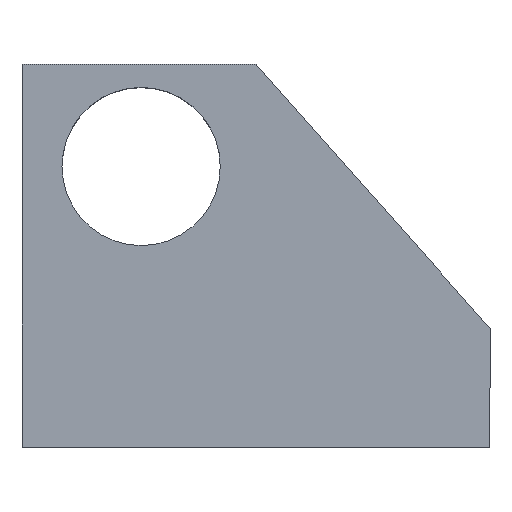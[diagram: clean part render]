
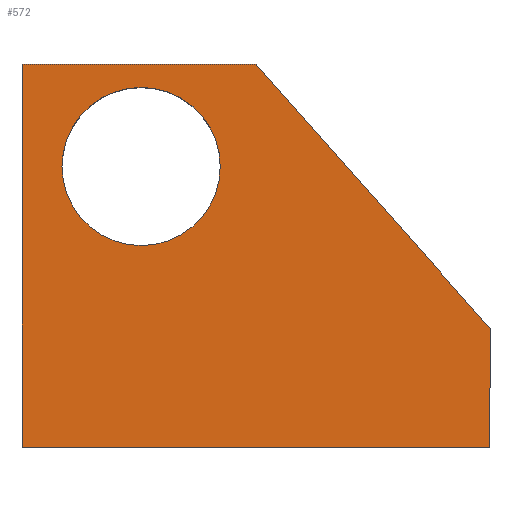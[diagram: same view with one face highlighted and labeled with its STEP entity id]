
A CAD part, top view. The second image highlights one B-rep face of the part: STEP entity #572.
In plain terms, the highlighted planar face has unit normal (0, 0, 1).
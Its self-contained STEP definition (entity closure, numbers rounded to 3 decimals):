
#15 = AXIS2_PLACEMENT_3D ( 'NONE', #31, #113, #809 ) ;
#23 = VERTEX_POINT ( 'NONE', #753 ) ;
#31 = CARTESIAN_POINT ( 'NONE',  ( -15., 16.5, 5.5 ) ) ;
#32 = DIRECTION ( 'NONE',  ( 0., -1., 0. ) ) ;
#33 = VERTEX_POINT ( 'NONE', #41 ) ;
#41 = CARTESIAN_POINT ( 'NONE',  ( 5.5, 7., 5.5 ) ) ;
#53 = DIRECTION ( 'NONE',  ( 0.664, -0.748, 0. ) ) ;
#54 = CARTESIAN_POINT ( 'NONE',  ( 0., 22.5, 5.5 ) ) ;
#61 = EDGE_LOOP ( 'NONE', ( #503, #821, #524, #849, #346 ) ) ;
#63 = DIRECTION ( 'NONE',  ( -1., 0., 0. ) ) ;
#110 = EDGE_LOOP ( 'NONE', ( #558, #739 ) ) ;
#113 = DIRECTION ( 'NONE',  ( 0., 0., 1. ) ) ;
#144 = AXIS2_PLACEMENT_3D ( 'NONE', #895, #476, #679 ) ;
#154 = LINE ( 'NONE', #54, #600 ) ;
#226 = CARTESIAN_POINT ( 'NONE',  ( -15., 16.5, 5.5 ) ) ;
#246 = CARTESIAN_POINT ( 'NONE',  ( -22., 0., 5.5 ) ) ;
#269 = VERTEX_POINT ( 'NONE', #713 ) ;
#278 = CIRCLE ( 'NONE', #581, 4.65 ) ;
#287 = LINE ( 'NONE', #734, #307 ) ;
#307 = VECTOR ( 'NONE', #32, 1000. ) ;
#317 = FACE_OUTER_BOUND ( 'NONE', #61, .T. ) ;
#346 = ORIENTED_EDGE ( 'NONE', *, *, #777, .F. ) ;
#362 = LINE ( 'NONE', #627, #697 ) ;
#369 = DIRECTION ( 'NONE',  ( 0., 0., 1. ) ) ;
#375 = VECTOR ( 'NONE', #474, 1000. ) ;
#400 = PLANE ( 'NONE',  #144 ) ;
#418 = EDGE_CURVE ( 'NONE', #673, #567, #278, .T. ) ;
#474 = DIRECTION ( 'NONE',  ( 0., -1., 0. ) ) ;
#476 = DIRECTION ( 'NONE',  ( 0., 0., 1. ) ) ;
#480 = DIRECTION ( 'NONE',  ( -1., 0., 0. ) ) ;
#483 = CARTESIAN_POINT ( 'NONE',  ( -19.65, 16.5, 5.5 ) ) ;
#503 = ORIENTED_EDGE ( 'NONE', *, *, #667, .F. ) ;
#524 = ORIENTED_EDGE ( 'NONE', *, *, #583, .T. ) ;
#546 = VERTEX_POINT ( 'NONE', #246 ) ;
#558 = ORIENTED_EDGE ( 'NONE', *, *, #808, .F. ) ;
#567 = VERTEX_POINT ( 'NONE', #897 ) ;
#572 = ADVANCED_FACE ( 'NONE', ( #850, #317 ), #400, .T. ) ;
#581 = AXIS2_PLACEMENT_3D ( 'NONE', #226, #369, #732 ) ;
#583 = EDGE_CURVE ( 'NONE', #269, #546, #624, .T. ) ;
#600 = VECTOR ( 'NONE', #63, 1000. ) ;
#624 = LINE ( 'NONE', #811, #375 ) ;
#627 = CARTESIAN_POINT ( 'NONE',  ( 0., 0., 5.5 ) ) ;
#648 = VERTEX_POINT ( 'NONE', #761 ) ;
#651 = EDGE_CURVE ( 'NONE', #648, #546, #362, .T. ) ;
#667 = EDGE_CURVE ( 'NONE', #23, #33, #861, .T. ) ;
#673 = VERTEX_POINT ( 'NONE', #483 ) ;
#679 = DIRECTION ( 'NONE',  ( 1., 0., 0. ) ) ;
#697 = VECTOR ( 'NONE', #480, 1000. ) ;
#698 = CARTESIAN_POINT ( 'NONE',  ( -8.25, 22.5, 5.5 ) ) ;
#713 = CARTESIAN_POINT ( 'NONE',  ( -22., 22.5, 5.5 ) ) ;
#730 = EDGE_CURVE ( 'NONE', #23, #269, #154, .T. ) ;
#732 = DIRECTION ( 'NONE',  ( 1., 0., 0. ) ) ;
#734 = CARTESIAN_POINT ( 'NONE',  ( 5.5, 22.5, 5.5 ) ) ;
#739 = ORIENTED_EDGE ( 'NONE', *, *, #418, .F. ) ;
#753 = CARTESIAN_POINT ( 'NONE',  ( -8.25, 22.5, 5.5 ) ) ;
#761 = CARTESIAN_POINT ( 'NONE',  ( 5.5, 0., 5.5 ) ) ;
#777 = EDGE_CURVE ( 'NONE', #33, #648, #287, .T. ) ;
#808 = EDGE_CURVE ( 'NONE', #567, #673, #872, .T. ) ;
#809 = DIRECTION ( 'NONE',  ( 1., 0., 0. ) ) ;
#811 = CARTESIAN_POINT ( 'NONE',  ( -22., 22.5, 5.5 ) ) ;
#821 = ORIENTED_EDGE ( 'NONE', *, *, #730, .T. ) ;
#832 = VECTOR ( 'NONE', #53, 1000. ) ;
#849 = ORIENTED_EDGE ( 'NONE', *, *, #651, .F. ) ;
#850 = FACE_BOUND ( 'NONE', #110, .T. ) ;
#861 = LINE ( 'NONE', #698, #832 ) ;
#872 = CIRCLE ( 'NONE', #15, 4.65 ) ;
#895 = CARTESIAN_POINT ( 'NONE',  ( 0., 22.5, 5.5 ) ) ;
#897 = CARTESIAN_POINT ( 'NONE',  ( -10.35, 16.5, 5.5 ) ) ;
